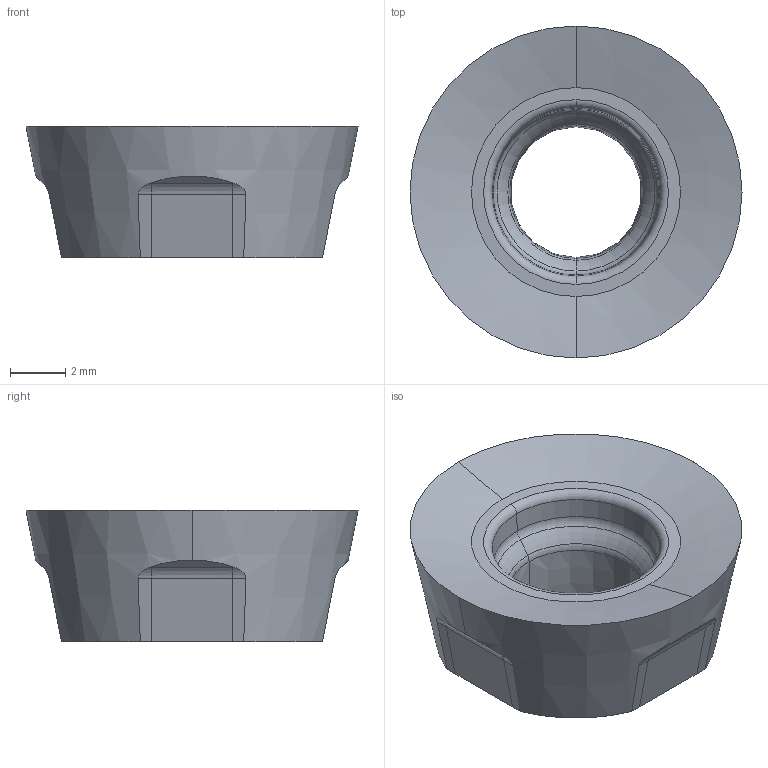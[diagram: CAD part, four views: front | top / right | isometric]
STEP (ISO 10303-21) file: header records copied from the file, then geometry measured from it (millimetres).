
FILE_DESCRIPTION((''),'2;1');
FILE_NAME('RPHT1248M0E4-L','2017-04-26T',('tlyk01'),('PTC Japan'),'CREO PARAMETRIC BY PTC INC, 2016260','CREO PARAMETRIC BY PTC INC, 2016260','');
FILE_SCHEMA(('AUTOMOTIVE_DESIGN { 1 0 10303 214 1 1 1 1 }'));
Length unit declared in the file: millimetre
Products named in the file (1): RPHT1248M0E4-L
Bounding box: 12 x 12 x 4.76 mm (x, y, z)
Volume: 316.2 mm3; surface area: 385.2 mm2
Topology: 1 solids, 1 shells, 46 faces, 114 edges, 70 vertices
Faces by surface type: plane 14, torus 8, cone 8, cylinder 8, bspline 8
Entity records: 2164 total; most frequent: CARTESIAN_POINT 733, ORIENTED_EDGE 228, DIRECTION 178, PRESENTATION_STYLE_ASSIGNMENT 117, STYLED_ITEM 117, CURVE_STYLE 116, EDGE_CURVE 114, AXIS2_PLACEMENT_3D 73
